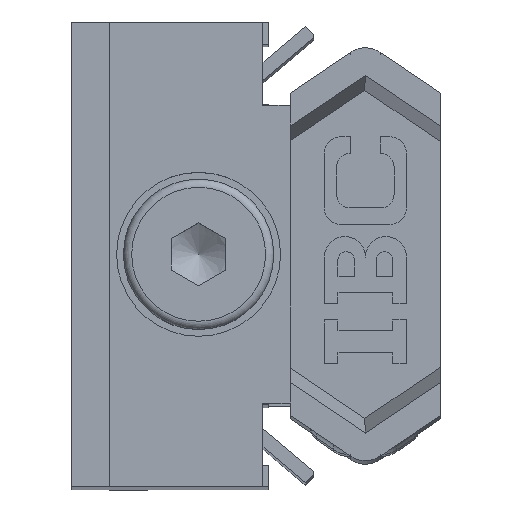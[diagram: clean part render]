
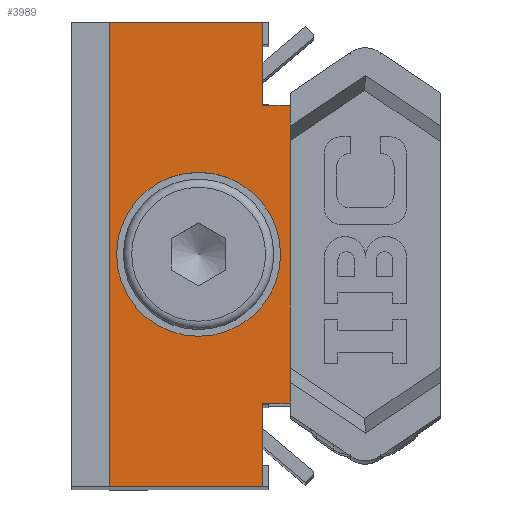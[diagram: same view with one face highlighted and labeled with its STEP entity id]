
A CAD part, top view. The second image highlights one B-rep face of the part: STEP entity #3989.
In plain terms, the highlighted face is planar.
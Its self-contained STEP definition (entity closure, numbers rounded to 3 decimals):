
#1653=CARTESIAN_POINT('',(5.45,-2.457,2.));
#1654=VERTEX_POINT('',#1653);
#1661=CARTESIAN_POINT('',(5.252,-2.751,2.));
#1662=VERTEX_POINT('',#1661);
#1663=CARTESIAN_POINT('',(5.45,-2.457,2.));
#1664=DIRECTION('',(-0.559,-0.829,0.));
#1665=VECTOR('',#1664,0.355);
#1666=LINE('',#1663,#1665);
#1667=EDGE_CURVE('',#1654,#1662,#1666,.T.);
#1913=CARTESIAN_POINT('',(-5.253,-2.751,2.));
#1914=VERTEX_POINT('',#1913);
#1921=CARTESIAN_POINT('',(-5.45,-2.458,2.));
#1922=VERTEX_POINT('',#1921);
#1923=CARTESIAN_POINT('',(-5.253,-2.751,2.));
#1924=DIRECTION('',(-0.559,0.829,0.));
#1925=VECTOR('',#1924,0.353);
#1926=LINE('',#1923,#1925);
#1927=EDGE_CURVE('',#1914,#1922,#1926,.T.);
#3547=CARTESIAN_POINT('',(-4.164,-2.751,2.0));
#3548=VERTEX_POINT('',#3547);
#3549=CARTESIAN_POINT('',(4.159,-2.751,2.0));
#3550=VERTEX_POINT('',#3549);
#3551=CARTESIAN_POINT('',(-4.164,-2.751,2.));
#3552=DIRECTION('',(1.0,0.0,0.0));
#3553=VECTOR('',#3552,8.323);
#3554=LINE('',#3551,#3553);
#3555=EDGE_CURVE('',#3548,#3550,#3554,.T.);
#3709=CARTESIAN_POINT('',(-3.,-6.101,1.999));
#3710=VERTEX_POINT('',#3709);
#3711=CARTESIAN_POINT('',(0.,-6.101,1.999));
#3712=DIRECTION('',(0.0,0.,1.));
#3713=DIRECTION('',(-1.0,0.0,0.0));
#3714=AXIS2_PLACEMENT_3D('',#3711,#3712,#3713);
#3715=CIRCLE('',#3714,3.);
#3716=EDGE_CURVE('',#3710,#3710,#3715,.T.);
#3770=CARTESIAN_POINT('',(-5.45,-3.751,2.));
#3771=VERTEX_POINT('',#3770);
#3780=CARTESIAN_POINT('',(-8.5,-3.751,2.));
#3781=VERTEX_POINT('',#3780);
#3782=CARTESIAN_POINT('',(-5.45,-3.751,2.));
#3783=DIRECTION('',(-1.0,0.0,0.0));
#3784=VECTOR('',#3783,3.05);
#3785=LINE('',#3782,#3784);
#3786=EDGE_CURVE('',#3771,#3781,#3785,.T.);
#3812=CARTESIAN_POINT('',(5.45,-3.751,2.));
#3813=VERTEX_POINT('',#3812);
#3828=CARTESIAN_POINT('',(8.5,-3.751,2.));
#3829=VERTEX_POINT('',#3828);
#3836=CARTESIAN_POINT('',(8.5,-3.751,2.));
#3837=DIRECTION('',(-1.0,0.0,0.0));
#3838=VECTOR('',#3837,3.05);
#3839=LINE('',#3836,#3838);
#3840=EDGE_CURVE('',#3829,#3813,#3839,.T.);
#3852=CARTESIAN_POINT('',(8.5,-9.351,1.997));
#3853=VERTEX_POINT('',#3852);
#3860=CARTESIAN_POINT('',(8.5,-3.751,2.));
#3861=DIRECTION('',(0.0,-1.,0.));
#3862=VECTOR('',#3861,5.6);
#3863=LINE('',#3860,#3862);
#3864=EDGE_CURVE('',#3829,#3853,#3863,.T.);
#3881=CARTESIAN_POINT('',(-8.5,-9.351,1.997));
#3882=VERTEX_POINT('',#3881);
#3898=CARTESIAN_POINT('',(-8.5,-3.751,2.));
#3899=DIRECTION('',(0.0,-1.,0.));
#3900=VECTOR('',#3899,5.6);
#3901=LINE('',#3898,#3900);
#3902=EDGE_CURVE('',#3781,#3882,#3901,.T.);
#3920=CARTESIAN_POINT('',(8.5,-9.351,1.997));
#3921=DIRECTION('',(-1.0,0.0,0.0));
#3922=VECTOR('',#3921,17.);
#3923=LINE('',#3920,#3922);
#3924=EDGE_CURVE('',#3853,#3882,#3923,.T.);
#3935=CARTESIAN_POINT('',(5.45,-3.751,2.));
#3936=DIRECTION('',(0.0,1.,0.));
#3937=VECTOR('',#3936,1.294);
#3938=LINE('',#3935,#3937);
#3939=EDGE_CURVE('',#3813,#1654,#3938,.T.);
#3952=CARTESIAN_POINT('',(5.45,-2.751,2.));
#3953=DIRECTION('',(0.,0.,-1.));
#3954=DIRECTION('',(-1.0,0.0,0.0));
#3955=AXIS2_PLACEMENT_3D('',#3952,#3953,#3954);
#3956=PLANE('',#3955);
#3957=CARTESIAN_POINT('',(-5.45,-3.751,2.));
#3958=DIRECTION('',(0.0,1.,0.));
#3959=VECTOR('',#3958,1.292);
#3960=LINE('',#3957,#3959);
#3961=EDGE_CURVE('',#3771,#1922,#3960,.T.);
#3962=ORIENTED_EDGE('',*,*,#3961,.T.);
#3963=ORIENTED_EDGE('',*,*,#1927,.F.);
#3964=CARTESIAN_POINT('',(-4.164,-2.751,2.));
#3965=DIRECTION('',(-1.0,0.0,0.0));
#3966=VECTOR('',#3965,1.089);
#3967=LINE('',#3964,#3966);
#3968=EDGE_CURVE('',#3548,#1914,#3967,.T.);
#3969=ORIENTED_EDGE('',*,*,#3968,.F.);
#3970=ORIENTED_EDGE('',*,*,#3555,.T.);
#3971=CARTESIAN_POINT('',(5.252,-2.751,2.));
#3972=DIRECTION('',(-1.0,0.0,0.0));
#3973=VECTOR('',#3972,1.092);
#3974=LINE('',#3971,#3973);
#3975=EDGE_CURVE('',#1662,#3550,#3974,.T.);
#3976=ORIENTED_EDGE('',*,*,#3975,.F.);
#3977=ORIENTED_EDGE('',*,*,#1667,.F.);
#3978=ORIENTED_EDGE('',*,*,#3939,.F.);
#3979=ORIENTED_EDGE('',*,*,#3840,.F.);
#3980=ORIENTED_EDGE('',*,*,#3864,.T.);
#3981=ORIENTED_EDGE('',*,*,#3924,.T.);
#3982=ORIENTED_EDGE('',*,*,#3902,.F.);
#3983=ORIENTED_EDGE('',*,*,#3786,.F.);
#3984=EDGE_LOOP('',(#3962,#3963,#3969,#3970,#3976,#3977,#3978,#3979,#3980,#3981,#3982,#3983));
#3985=FACE_OUTER_BOUND('',#3984,.T.);
#3986=ORIENTED_EDGE('',*,*,#3716,.T.);
#3987=EDGE_LOOP('',(#3986));
#3988=FACE_BOUND('',#3987,.T.);
#3989=ADVANCED_FACE('',(#3985,#3988),#3956,.T.);
